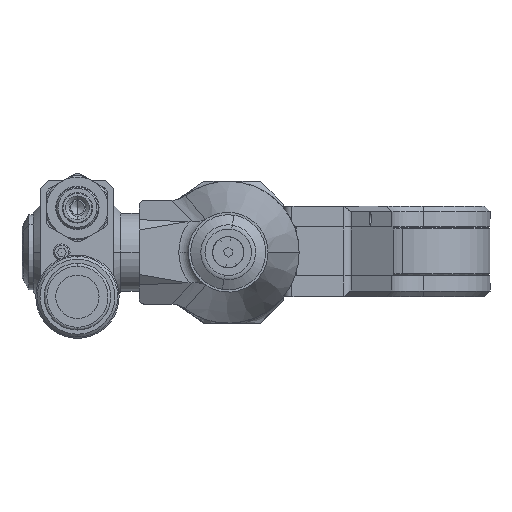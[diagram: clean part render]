
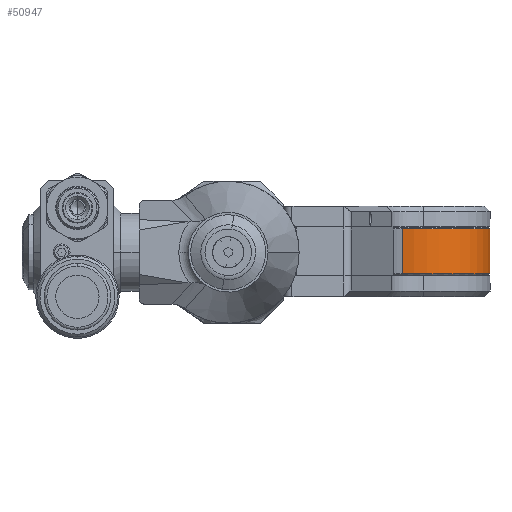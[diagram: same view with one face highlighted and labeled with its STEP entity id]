
A CAD part, left-side view. The second image highlights one B-rep face of the part: STEP entity #50947.
In plain terms, the highlighted cylindrical face has radius 26 mm (diameter 52 mm), a partial arc.
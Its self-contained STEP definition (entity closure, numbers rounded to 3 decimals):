
#3727 = VERTEX_POINT ( 'NONE', #28777 ) ;
#5602 = CYLINDRICAL_SURFACE ( 'NONE', #80886, 26. ) ;
#5802 = DIRECTION ( 'NONE',  ( 1., 0., 0. ) ) ;
#9903 = VECTOR ( 'NONE', #32544, 1000. ) ;
#18786 = DIRECTION ( 'NONE',  ( -1., 0., 0. ) ) ;
#19922 = CIRCLE ( 'NONE', #107605, 26. ) ;
#23357 = CARTESIAN_POINT ( 'NONE',  ( 25.88, -2.492, 8.6 ) ) ;
#27976 = CARTESIAN_POINT ( 'NONE',  ( 0., 0., 8.6 ) ) ;
#28777 = CARTESIAN_POINT ( 'NONE',  ( -26., 0., -8.1 ) ) ;
#32543 = ORIENTED_EDGE ( 'NONE', *, *, #111578, .T. ) ;
#32544 = DIRECTION ( 'NONE',  ( 0., 0., -1. ) ) ;
#34172 = LINE ( 'NONE', #23357, #9903 ) ;
#36710 = CARTESIAN_POINT ( 'NONE',  ( 0., 0., 8.1 ) ) ;
#45860 = DIRECTION ( 'NONE',  ( 1., 0., 0. ) ) ;
#49706 = VERTEX_POINT ( 'NONE', #64515 ) ;
#50947 = ADVANCED_FACE ( 'NONE', ( #78368 ), #5602, .T. ) ;
#54323 = VECTOR ( 'NONE', #97923, 1000. ) ;
#54692 = CARTESIAN_POINT ( 'NONE',  ( 25.88, -2.492, 8.1 ) ) ;
#57176 = ORIENTED_EDGE ( 'NONE', *, *, #83804, .T. ) ;
#60411 = DIRECTION ( 'NONE',  ( 0., 0., 1. ) ) ;
#61495 = AXIS2_PLACEMENT_3D ( 'NONE', #115064, #60411, #5802 ) ;
#64515 = CARTESIAN_POINT ( 'NONE',  ( 25.88, -2.492, -8.1 ) ) ;
#70171 = EDGE_CURVE ( 'NONE', #75502, #116481, #19922, .T. ) ;
#74158 = CARTESIAN_POINT ( 'NONE',  ( -26., 0., 8.1 ) ) ;
#75502 = VERTEX_POINT ( 'NONE', #54692 ) ;
#78368 = FACE_OUTER_BOUND ( 'NONE', #100015, .T. ) ;
#78522 = LINE ( 'NONE', #88712, #54323 ) ;
#78883 = EDGE_CURVE ( 'NONE', #75502, #49706, #34172, .T. ) ;
#80886 = AXIS2_PLACEMENT_3D ( 'NONE', #27976, #109693, #18786 ) ;
#83804 = EDGE_CURVE ( 'NONE', #3727, #49706, #105029, .T. ) ;
#88712 = CARTESIAN_POINT ( 'NONE',  ( -26., 0., 8.6 ) ) ;
#97923 = DIRECTION ( 'NONE',  ( 0., 0., -1. ) ) ;
#100015 = EDGE_LOOP ( 'NONE', ( #110364, #32543, #57176, #104659 ) ) ;
#100421 = DIRECTION ( 'NONE',  ( 0., 0., -1. ) ) ;
#104659 = ORIENTED_EDGE ( 'NONE', *, *, #78883, .F. ) ;
#105029 = CIRCLE ( 'NONE', #61495, 26. ) ;
#107605 = AXIS2_PLACEMENT_3D ( 'NONE', #36710, #100421, #45860 ) ;
#109693 = DIRECTION ( 'NONE',  ( 0., 0., -1. ) ) ;
#110364 = ORIENTED_EDGE ( 'NONE', *, *, #70171, .T. ) ;
#111578 = EDGE_CURVE ( 'NONE', #116481, #3727, #78522, .T. ) ;
#115064 = CARTESIAN_POINT ( 'NONE',  ( 0., 0., -8.1 ) ) ;
#116481 = VERTEX_POINT ( 'NONE', #74158 ) ;
